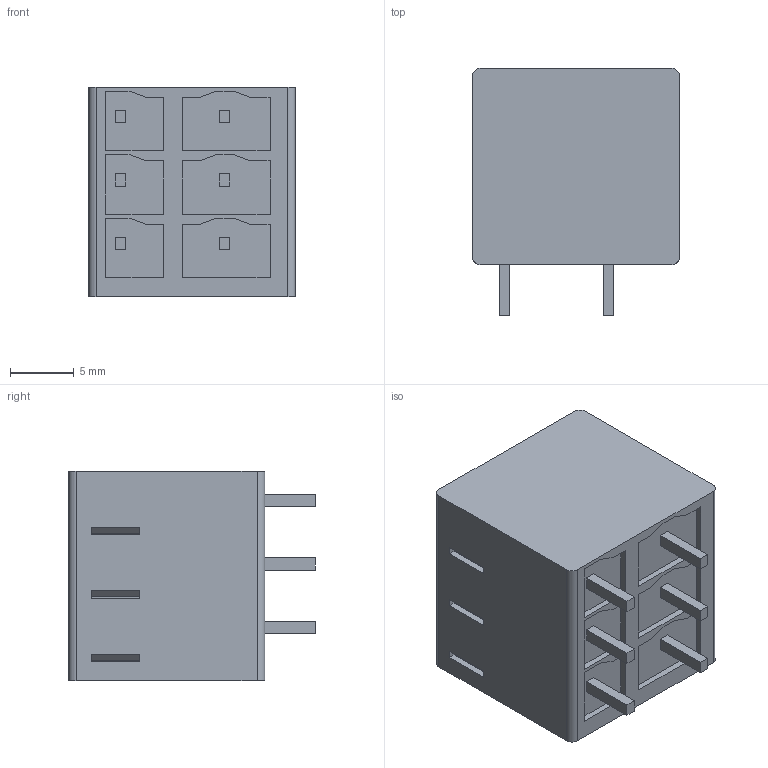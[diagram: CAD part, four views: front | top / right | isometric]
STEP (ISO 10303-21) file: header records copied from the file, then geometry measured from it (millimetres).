
FILE_DESCRIPTION(/* description */ ('STEP AP214'),/* implementation_level */ '2;1');
FILE_NAME(/* name */ '2624-1103',/* time_stamp */ '2023-09-12T07:08:16+02:00',/* author */ ('License CC BY-ND 4.0'),/* organization */ ('CADENAS'),/* preprocessor_version */ 'ST-DEVELOPER v19.3',/* originating_system */ 'PARTsolutions',/* authorisation */ ' ');
FILE_SCHEMA (('AUTOMOTIVE_DESIGN {1 0 10303 214 3 1 1}'));
Length unit declared in the file: millimetre
Products named in the file (1): 2624-1103
Bounding box: 16.3 x 19.45 x 16.5 mm (x, y, z)
Volume: 3855 mm3; surface area: 1934.5 mm2
Topology: 1 solids, 1 shells, 211 faces, 543 edges, 358 vertices
Faces by surface type: plane 180, cylinder 25, cone 6
Entity records: 7836 total; most frequent: CARTESIAN_POINT 1149, ORIENTED_EDGE 1086, DIRECTION 1017, EDGE_CURVE 543, LINE 469, VECTOR 469, VERTEX_POINT 358, AXIS2_PLACEMENT_3D 274
